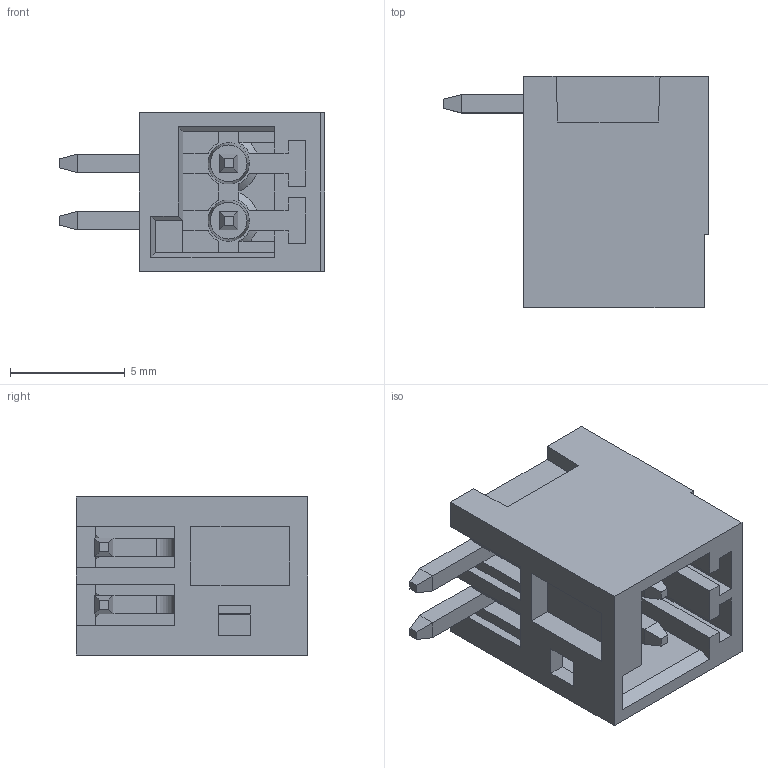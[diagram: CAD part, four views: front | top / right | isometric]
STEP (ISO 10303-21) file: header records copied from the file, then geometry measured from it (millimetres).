
FILE_DESCRIPTION((''),'2;1');
FILE_NAME('WJ15EDGRC-250-2P','2017-03-15T',('QZY'),(''),'CREO PARAMETRIC BY PTC INC, 2014440','CREO PARAMETRIC BY PTC INC, 2014440','');
FILE_SCHEMA(('CONFIG_CONTROL_DESIGN'));
Length unit declared in the file: millimetre
Products named in the file (1): WJ15EDGRC-250-2P
Bounding box: 11.6 x 10.1 x 6.9 mm (x, y, z)
Volume: 325.8 mm3; surface area: 809.4 mm2
Topology: 1 solids, 3 shells, 206 faces, 531 edges, 339 vertices
Faces by surface type: plane 184, cylinder 14, cone 8
Entity records: 9817 total; most frequent: CARTESIAN_POINT 1102, ORIENTED_EDGE 1062, DIRECTION 978, PRESENTATION_STYLE_ASSIGNMENT 706, STYLED_ITEM 536, CURVE_STYLE 531, EDGE_CURVE 531, VECTOR 478
